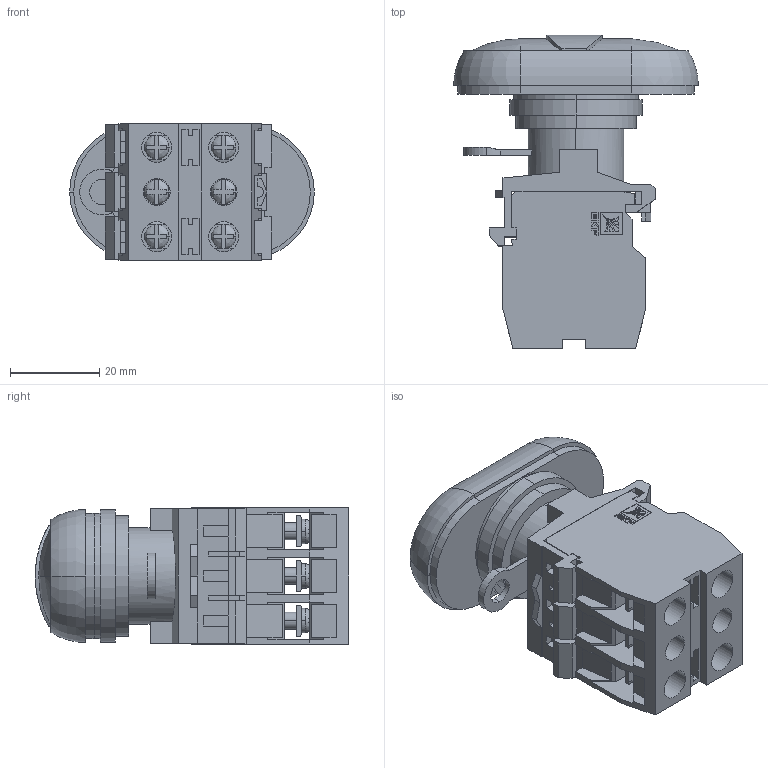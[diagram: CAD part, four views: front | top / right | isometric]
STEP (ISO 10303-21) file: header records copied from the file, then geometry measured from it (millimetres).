
FILE_DESCRIPTION (( 'STEP AP203' ), '1' );
FILE_NAME ('LA32HND(-24).ÃÌ Êíîïêà LA32HND(-24) êðàñíî-çåëåíàÿ Ïóñê-Ñòîï ñ ïîäñâåòêîé NO+NC.STEP', '2025-07-17T13:35:56', ( '' ), ( '' ), 'SwSTEP 2.0', 'SolidWorks 2021', '' );
FILE_SCHEMA (( 'CONFIG_CONTROL_DESIGN' ));
Length unit declared in the file: millimetre
Products named in the file (1): LA32HND(-24).ÃÌ Êíîïêà LA32HND(-24) êðàñíî-çåëåíàÿ Ïóñê-Ñòîï ñ ïîäñâåòêîé NO+NC
Bounding box: 54.8 x 70.2 x 30.5 mm (x, y, z)
Volume: 51830.5 mm3; surface area: 27474.4 mm2
Topology: 13 solids, 13 shells, 639 faces, 1717 edges, 1116 vertices
Faces by surface type: plane 487, cylinder 103, bspline 42, torus 4, sphere 3
Entity records: 20610 total; most frequent: CARTESIAN_POINT 4691, ORIENTED_EDGE 3434, DIRECTION 3030, EDGE_CURVE 1717, LINE 1334, VECTOR 1334, VERTEX_POINT 1116, AXIS2_PLACEMENT_3D 848
